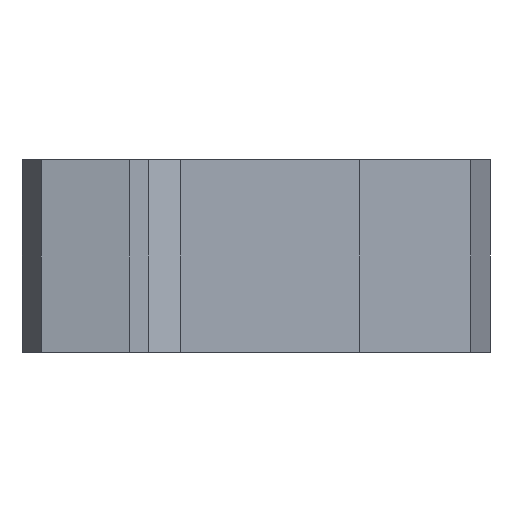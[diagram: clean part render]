
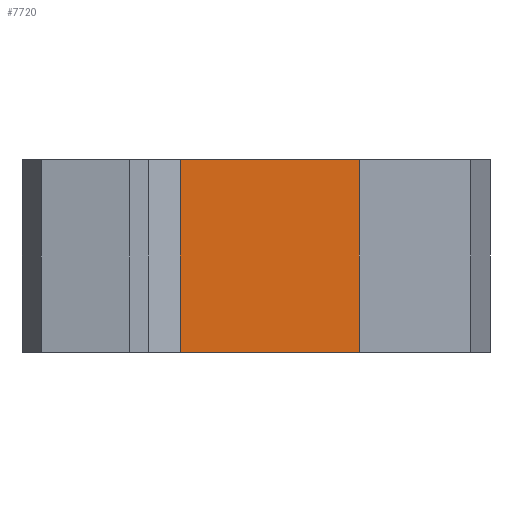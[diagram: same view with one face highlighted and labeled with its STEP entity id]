
A CAD part, front view. The second image highlights one B-rep face of the part: STEP entity #7720.
In plain terms, the highlighted planar face has unit normal (0, -1, 0).
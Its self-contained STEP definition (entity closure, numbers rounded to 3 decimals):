
#189 = EDGE_CURVE ( 'NONE', #4448, #3817, #4232, .T. ) ;
#344 = EDGE_CURVE ( 'NONE', #3817, #3236, #2327, .T. ) ;
#834 = AXIS2_PLACEMENT_3D ( 'NONE', #1791, #3651, #890 ) ;
#890 = DIRECTION ( 'NONE',  ( 0., 0., 1. ) ) ;
#1791 = CARTESIAN_POINT ( 'NONE',  ( -16.25, -19.25, -17.501 ) ) ;
#2160 = VECTOR ( 'NONE', #6745, 1000. ) ;
#2327 = LINE ( 'NONE', #9323, #2160 ) ;
#2331 = CARTESIAN_POINT ( 'NONE',  ( -16.25, -19.25, -17.5 ) ) ;
#2751 = EDGE_LOOP ( 'NONE', ( #7258, #6382, #5798, #4752 ) ) ;
#2780 = CARTESIAN_POINT ( 'NONE',  ( -16.25, -19.25, -17.501 ) ) ;
#3236 = VERTEX_POINT ( 'NONE', #5577 ) ;
#3352 = VERTEX_POINT ( 'NONE', #2331 ) ;
#3651 = DIRECTION ( 'NONE',  ( 0., 1., 0. ) ) ;
#3817 = VERTEX_POINT ( 'NONE', #8342 ) ;
#3905 = LINE ( 'NONE', #2780, #6140 ) ;
#4232 = LINE ( 'NONE', #5791, #4353 ) ;
#4353 = VECTOR ( 'NONE', #11028, 1000. ) ;
#4448 = VERTEX_POINT ( 'NONE', #7050 ) ;
#4726 = CARTESIAN_POINT ( 'NONE',  ( -16.25, -19.25, -17.5 ) ) ;
#4752 = ORIENTED_EDGE ( 'NONE', *, *, #10532, .F. ) ;
#5577 = CARTESIAN_POINT ( 'NONE',  ( 18.75, -19.25, -17.5 ) ) ;
#5791 = CARTESIAN_POINT ( 'NONE',  ( -16.25, -19.25, 17.5 ) ) ;
#5798 = ORIENTED_EDGE ( 'NONE', *, *, #10479, .F. ) ;
#5842 = VECTOR ( 'NONE', #7553, 1000. ) ;
#6140 = VECTOR ( 'NONE', #8432, 1000. ) ;
#6382 = ORIENTED_EDGE ( 'NONE', *, *, #189, .F. ) ;
#6745 = DIRECTION ( 'NONE',  ( 0., 0., -1. ) ) ;
#7050 = CARTESIAN_POINT ( 'NONE',  ( -16.25, -19.25, 17.5 ) ) ;
#7258 = ORIENTED_EDGE ( 'NONE', *, *, #344, .F. ) ;
#7553 = DIRECTION ( 'NONE',  ( -1., 0., 0. ) ) ;
#7720 = ADVANCED_FACE ( 'NONE', ( #11457 ), #11180, .F. ) ;
#8330 = LINE ( 'NONE', #4726, #5842 ) ;
#8342 = CARTESIAN_POINT ( 'NONE',  ( 18.75, -19.25, 17.5 ) ) ;
#8432 = DIRECTION ( 'NONE',  ( 0., 0., 1. ) ) ;
#9323 = CARTESIAN_POINT ( 'NONE',  ( 18.75, -19.25, -17.5 ) ) ;
#10479 = EDGE_CURVE ( 'NONE', #3352, #4448, #3905, .T. ) ;
#10532 = EDGE_CURVE ( 'NONE', #3236, #3352, #8330, .T. ) ;
#11028 = DIRECTION ( 'NONE',  ( 1., 0., 0. ) ) ;
#11180 = PLANE ( 'NONE',  #834 ) ;
#11457 = FACE_OUTER_BOUND ( 'NONE', #2751, .T. ) ;
